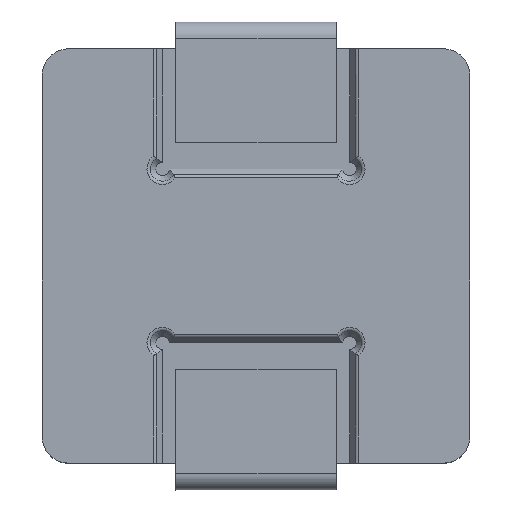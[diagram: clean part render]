
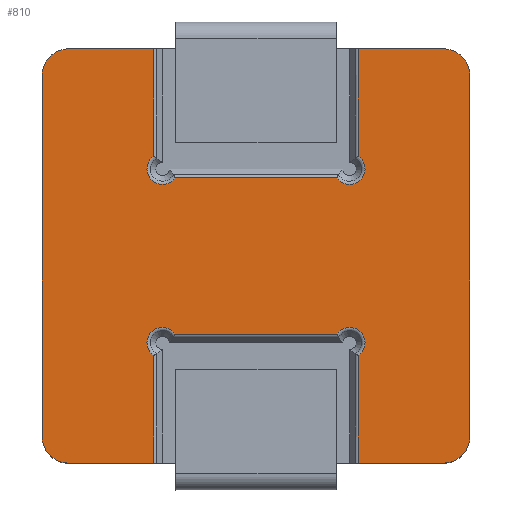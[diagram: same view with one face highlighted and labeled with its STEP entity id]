
A CAD part, top view. The second image highlights one B-rep face of the part: STEP entity #810.
In plain terms, the highlighted planar face has unit normal (0, 0, 1).
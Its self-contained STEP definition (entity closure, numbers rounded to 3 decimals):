
#810=ADVANCED_FACE('',(#1221),#1054,.T.);
#1054=PLANE('',#4959);
#1221=FACE_OUTER_BOUND('',#1443,.T.);
#1443=EDGE_LOOP('',(#2346,#2347,#2348,#2349,#2350,#2351,#2352,#2353,#2354,
#2355,#2356,#2357,#2358,#2359,#2360,#2361,#2362,#2363,#2364,#2365));
#1794=CIRCLE('',#4940,0.2);
#1796=CIRCLE('',#4944,0.2);
#1798=CIRCLE('',#4947,0.2);
#1800=CIRCLE('',#4951,0.2);
#1802=CIRCLE('',#4955,0.115);
#1803=CIRCLE('',#4956,0.115);
#1804=CIRCLE('',#4957,0.115);
#1805=CIRCLE('',#4958,0.115);
#2346=ORIENTED_EDGE('',*,*,#3794,.T.);
#2347=ORIENTED_EDGE('',*,*,#3828,.T.);
#2348=ORIENTED_EDGE('',*,*,#3829,.T.);
#2349=ORIENTED_EDGE('',*,*,#3830,.T.);
#2350=ORIENTED_EDGE('',*,*,#3831,.T.);
#2351=ORIENTED_EDGE('',*,*,#3832,.T.);
#2352=ORIENTED_EDGE('',*,*,#3798,.T.);
#2353=ORIENTED_EDGE('',*,*,#3812,.T.);
#2354=ORIENTED_EDGE('',*,*,#3815,.T.);
#2355=ORIENTED_EDGE('',*,*,#3818,.T.);
#2356=ORIENTED_EDGE('',*,*,#3808,.T.);
#2357=ORIENTED_EDGE('',*,*,#3833,.T.);
#2358=ORIENTED_EDGE('',*,*,#3834,.T.);
#2359=ORIENTED_EDGE('',*,*,#3835,.T.);
#2360=ORIENTED_EDGE('',*,*,#3836,.T.);
#2361=ORIENTED_EDGE('',*,*,#3837,.T.);
#2362=ORIENTED_EDGE('',*,*,#3802,.T.);
#2363=ORIENTED_EDGE('',*,*,#3820,.T.);
#2364=ORIENTED_EDGE('',*,*,#3823,.T.);
#2365=ORIENTED_EDGE('',*,*,#3826,.T.);
#3284=VERTEX_POINT('',#6817);
#3285=VERTEX_POINT('',#6819);
#3288=VERTEX_POINT('',#6825);
#3289=VERTEX_POINT('',#6827);
#3292=VERTEX_POINT('',#6835);
#3293=VERTEX_POINT('',#6836);
#3298=VERTEX_POINT('',#6846);
#3299=VERTEX_POINT('',#6848);
#3302=VERTEX_POINT('',#6856);
#3304=VERTEX_POINT('',#6862);
#3306=VERTEX_POINT('',#6871);
#3308=VERTEX_POINT('',#6877);
#3310=VERTEX_POINT('',#6887);
#3311=VERTEX_POINT('',#6889);
#3312=VERTEX_POINT('',#6891);
#3313=VERTEX_POINT('',#6893);
#3314=VERTEX_POINT('',#6896);
#3315=VERTEX_POINT('',#6898);
#3316=VERTEX_POINT('',#6900);
#3317=VERTEX_POINT('',#6902);
#3794=EDGE_CURVE('',#3285,#3284,#4345,.T.);
#3798=EDGE_CURVE('',#3289,#3288,#4349,.T.);
#3802=EDGE_CURVE('',#3292,#3293,#4352,.T.);
#3808=EDGE_CURVE('',#3299,#3298,#4356,.T.);
#3812=EDGE_CURVE('',#3288,#3302,#1794,.T.);
#3815=EDGE_CURVE('',#3302,#3304,#4361,.T.);
#3818=EDGE_CURVE('',#3304,#3299,#1796,.T.);
#3820=EDGE_CURVE('',#3293,#3306,#1798,.T.);
#3823=EDGE_CURVE('',#3306,#3308,#4365,.T.);
#3826=EDGE_CURVE('',#3308,#3285,#1800,.T.);
#3828=EDGE_CURVE('',#3284,#3310,#4368,.T.);
#3829=EDGE_CURVE('',#3310,#3311,#1802,.T.);
#3830=EDGE_CURVE('',#3311,#3312,#4369,.T.);
#3831=EDGE_CURVE('',#3312,#3313,#1803,.T.);
#3832=EDGE_CURVE('',#3313,#3289,#4370,.T.);
#3833=EDGE_CURVE('',#3298,#3314,#4371,.T.);
#3834=EDGE_CURVE('',#3314,#3315,#1804,.T.);
#3835=EDGE_CURVE('',#3315,#3316,#4372,.T.);
#3836=EDGE_CURVE('',#3316,#3317,#1805,.T.);
#3837=EDGE_CURVE('',#3317,#3292,#4373,.T.);
#4345=LINE('',#6818,#4605);
#4349=LINE('',#6826,#4609);
#4352=LINE('',#6834,#4612);
#4356=LINE('',#6847,#4616);
#4361=LINE('',#6861,#4621);
#4365=LINE('',#6876,#4625);
#4368=LINE('',#6886,#4628);
#4369=LINE('',#6890,#4629);
#4370=LINE('',#6894,#4630);
#4371=LINE('',#6895,#4631);
#4372=LINE('',#6899,#4632);
#4373=LINE('',#6903,#4633);
#4605=VECTOR('',#5626,1.);
#4609=VECTOR('',#5630,1.);
#4612=VECTOR('',#5637,1.);
#4616=VECTOR('',#5645,1.);
#4621=VECTOR('',#5658,1.);
#4625=VECTOR('',#5676,1.);
#4628=VECTOR('',#5689,1.);
#4629=VECTOR('',#5692,1.);
#4630=VECTOR('',#5695,1.);
#4631=VECTOR('',#5696,1.);
#4632=VECTOR('',#5699,1.);
#4633=VECTOR('',#5702,1.);
#4940=AXIS2_PLACEMENT_3D('',#6855,#5651,#5652);
#4944=AXIS2_PLACEMENT_3D('',#6867,#5663,#5664);
#4947=AXIS2_PLACEMENT_3D('',#6870,#5669,#5670);
#4951=AXIS2_PLACEMENT_3D('',#6882,#5681,#5682);
#4955=AXIS2_PLACEMENT_3D('',#6888,#5690,#5691);
#4956=AXIS2_PLACEMENT_3D('',#6892,#5693,#5694);
#4957=AXIS2_PLACEMENT_3D('',#6897,#5697,#5698);
#4958=AXIS2_PLACEMENT_3D('',#6901,#5700,#5701);
#4959=AXIS2_PLACEMENT_3D('',#6904,#5703,#5704);
#5626=DIRECTION('',(-1.,0.,0.));
#5630=DIRECTION('',(-1.,0.,0.));
#5637=DIRECTION('',(1.,0.,0.));
#5645=DIRECTION('',(1.,0.,0.));
#5651=DIRECTION('',(0.,0.,1.));
#5652=DIRECTION('',(1.,0.,0.));
#5658=DIRECTION('',(0.,-1.,0.));
#5663=DIRECTION('',(0.,0.,1.));
#5664=DIRECTION('',(1.,0.,0.));
#5669=DIRECTION('',(0.,0.,1.));
#5670=DIRECTION('',(1.,0.,0.));
#5676=DIRECTION('',(0.,1.,0.));
#5681=DIRECTION('',(0.,0.,1.));
#5682=DIRECTION('',(1.,0.,0.));
#5689=DIRECTION('',(0.,-1.,0.));
#5690=DIRECTION('',(0.,0.,-1.));
#5691=DIRECTION('',(1.,0.,0.));
#5692=DIRECTION('',(-1.,0.,0.));
#5693=DIRECTION('',(0.,0.,-1.));
#5694=DIRECTION('',(1.,0.,0.));
#5695=DIRECTION('',(0.,1.,0.));
#5696=DIRECTION('',(0.,1.,0.));
#5697=DIRECTION('',(0.,0.,-1.));
#5698=DIRECTION('',(1.,0.,0.));
#5699=DIRECTION('',(1.,0.,0.));
#5700=DIRECTION('',(0.,0.,-1.));
#5701=DIRECTION('',(1.,0.,0.));
#5702=DIRECTION('',(0.,-1.,0.));
#5703=DIRECTION('',(0.,0.,1.));
#5704=DIRECTION('',(1.,0.,0.));
#6817=CARTESIAN_POINT('',(0.765,1.55,0.9));
#6818=CARTESIAN_POINT('',(1.4,1.55,0.9));
#6819=CARTESIAN_POINT('',(1.4,1.55,0.9));
#6825=CARTESIAN_POINT('',(-1.4,1.55,0.9));
#6826=CARTESIAN_POINT('',(1.4,1.55,0.9));
#6827=CARTESIAN_POINT('',(-0.765,1.55,0.9));
#6834=CARTESIAN_POINT('',(-1.4,-1.55,0.9));
#6835=CARTESIAN_POINT('',(0.765,-1.55,0.9));
#6836=CARTESIAN_POINT('',(1.4,-1.55,0.9));
#6846=CARTESIAN_POINT('',(-0.765,-1.55,0.9));
#6847=CARTESIAN_POINT('',(-1.4,-1.55,0.9));
#6848=CARTESIAN_POINT('',(-1.4,-1.55,0.9));
#6855=CARTESIAN_POINT('',(-1.4,1.35,0.9));
#6856=CARTESIAN_POINT('',(-1.6,1.35,0.9));
#6861=CARTESIAN_POINT('',(-1.6,1.35,0.9));
#6862=CARTESIAN_POINT('',(-1.6,-1.35,0.9));
#6867=CARTESIAN_POINT('',(-1.4,-1.35,0.9));
#6870=CARTESIAN_POINT('',(1.4,-1.35,0.9));
#6871=CARTESIAN_POINT('',(1.6,-1.35,0.9));
#6876=CARTESIAN_POINT('',(1.6,-1.35,0.9));
#6877=CARTESIAN_POINT('',(1.6,1.35,0.9));
#6882=CARTESIAN_POINT('',(1.4,1.35,0.9));
#6886=CARTESIAN_POINT('',(0.765,1.35,0.9));
#6887=CARTESIAN_POINT('',(0.765,0.745,0.9));
#6888=CARTESIAN_POINT('',(0.7,0.65,0.9));
#6889=CARTESIAN_POINT('',(0.605,0.585,0.9));
#6890=CARTESIAN_POINT('',(-1.4,0.585,0.9));
#6891=CARTESIAN_POINT('',(-0.605,0.585,0.9));
#6892=CARTESIAN_POINT('',(-0.7,0.65,0.9));
#6893=CARTESIAN_POINT('',(-0.765,0.745,0.9));
#6894=CARTESIAN_POINT('',(-0.765,1.35,0.9));
#6895=CARTESIAN_POINT('',(-0.765,1.35,0.9));
#6896=CARTESIAN_POINT('',(-0.765,-0.745,0.9));
#6897=CARTESIAN_POINT('',(-0.7,-0.65,0.9));
#6898=CARTESIAN_POINT('',(-0.605,-0.585,0.9));
#6899=CARTESIAN_POINT('',(-1.4,-0.585,0.9));
#6900=CARTESIAN_POINT('',(0.605,-0.585,0.9));
#6901=CARTESIAN_POINT('',(0.7,-0.65,0.9));
#6902=CARTESIAN_POINT('',(0.765,-0.745,0.9));
#6903=CARTESIAN_POINT('',(0.765,1.35,0.9));
#6904=CARTESIAN_POINT('',(-1.4,1.35,0.9));
